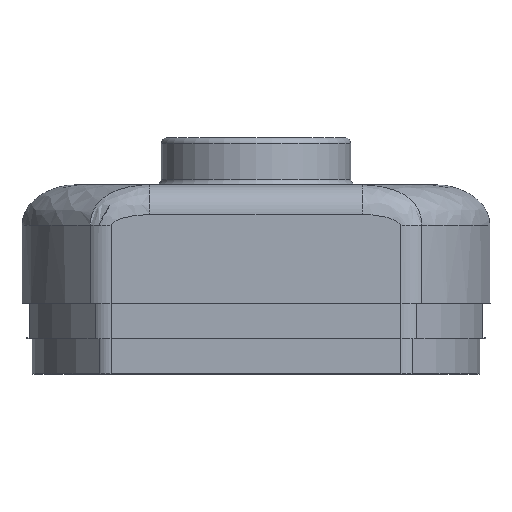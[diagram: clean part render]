
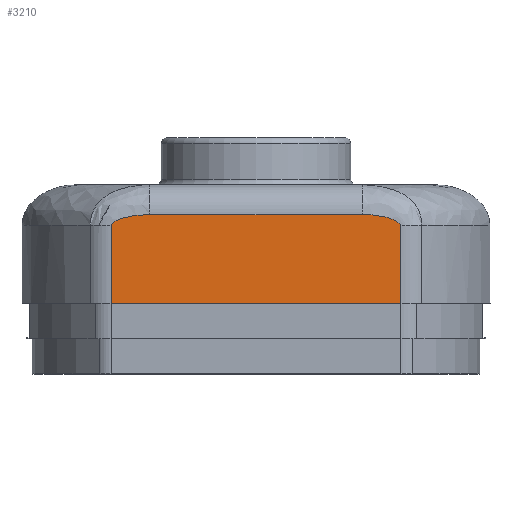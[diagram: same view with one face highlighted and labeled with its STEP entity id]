
A CAD part, front view. The second image highlights one B-rep face of the part: STEP entity #3210.
In plain terms, the highlighted planar face has unit normal (0, -1, 0).
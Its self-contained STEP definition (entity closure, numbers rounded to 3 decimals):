
#27 = CARTESIAN_POINT ( 'NONE',  ( -5.076, -7.5, 3.728 ) ) ;
#64 = CARTESIAN_POINT ( 'NONE',  ( -5.905, -7.5, 3.488 ) ) ;
#193 = EDGE_CURVE ( 'NONE', #5535, #3811, #1762, .T. ) ;
#358 = CARTESIAN_POINT ( 'NONE',  ( -6.124, -7.5, 0. ) ) ;
#485 = ORIENTED_EDGE ( 'NONE', *, *, #3796, .T. ) ;
#542 = CARTESIAN_POINT ( 'NONE',  ( -5.501, -7.5, 3.64 ) ) ;
#915 = CARTESIAN_POINT ( 'NONE',  ( 6.124, -7.5, 3.3 ) ) ;
#938 = CARTESIAN_POINT ( 'NONE',  ( 0., -7.5, 0. ) ) ;
#940 = VERTEX_POINT ( 'NONE', #5391 ) ;
#1186 = VECTOR ( 'NONE', #5555, 1000. ) ;
#1303 = CARTESIAN_POINT ( 'NONE',  ( 6.101, -7.5, 3.34 ) ) ;
#1330 = CARTESIAN_POINT ( 'NONE',  ( 6.117, -7.5, 3.317 ) ) ;
#1360 = CARTESIAN_POINT ( 'NONE',  ( 6.107, -7.5, 3.333 ) ) ;
#1426 = AXIS2_PLACEMENT_3D ( 'NONE', #3691, #4672, #1749 ) ;
#1511 = CARTESIAN_POINT ( 'NONE',  ( -6.028, -7.5, 3.409 ) ) ;
#1739 = VERTEX_POINT ( 'NONE', #358 ) ;
#1749 = DIRECTION ( 'NONE',  ( 0., 0., 1. ) ) ;
#1762 = B_SPLINE_CURVE_WITH_KNOTS ( 'NONE', 3,
 ( #2997, #5978, #27, #542, #2513, #4361, #64, #3974, #1511, #5328, #3934, #5423, #3900, #4938, #2411, #3870 ),
 .UNSPECIFIED., .F., .F.,
 ( 4, 2, 2, 2, 2, 2, 2, 4 ),
 ( 0., 0.001, 0.001, 0.002, 0.002, 0.002, 0.002, 0.002 ),
 .UNSPECIFIED. ) ;
#1787 = CARTESIAN_POINT ( 'NONE',  ( 5.076, -7.5, 3.728 ) ) ;
#2303 = CARTESIAN_POINT ( 'NONE',  ( 6.124, -7.5, 3.309 ) ) ;
#2304 = B_SPLINE_CURVE_WITH_KNOTS ( 'NONE', 3,
 ( #4735, #2303, #1330, #1360, #1303, #6217, #2366, #5801, #3821, #2728, #3338, #5742, #4347, #1787, #3858, #3273 ),
 .UNSPECIFIED., .F., .F.,
 ( 4, 2, 2, 2, 2, 2, 2, 4 ),
 ( 0.003, 0.003, 0.003, 0.003, 0.004, 0.004, 0.004, 0.005 ),
 .UNSPECIFIED. ) ;
#2366 = CARTESIAN_POINT ( 'NONE',  ( 6.07, -7.5, 3.373 ) ) ;
#2390 = CARTESIAN_POINT ( 'NONE',  ( -1.742, -7.5, 3.75 ) ) ;
#2411 = CARTESIAN_POINT ( 'NONE',  ( -6.124, -7.5, 3.309 ) ) ;
#2513 = CARTESIAN_POINT ( 'NONE',  ( -5.641, -7.5, 3.601 ) ) ;
#2728 = CARTESIAN_POINT ( 'NONE',  ( 5.905, -7.5, 3.488 ) ) ;
#2816 = FACE_OUTER_BOUND ( 'NONE', #3140, .T. ) ;
#2852 = DIRECTION ( 'NONE',  ( 0., 0., 1. ) ) ;
#2997 = CARTESIAN_POINT ( 'NONE',  ( -4.497, -7.5, 3.75 ) ) ;
#3076 = ORIENTED_EDGE ( 'NONE', *, *, #6089, .T. ) ;
#3133 = CARTESIAN_POINT ( 'NONE',  ( -6.124, -7.5, 5. ) ) ;
#3140 = EDGE_LOOP ( 'NONE', ( #5749, #485, #4681, #4882, #3076, #5872 ) ) ;
#3210 = ADVANCED_FACE ( 'NONE', ( #2816 ), #5181, .F. ) ;
#3273 = CARTESIAN_POINT ( 'NONE',  ( 4.497, -7.5, 3.75 ) ) ;
#3275 = EDGE_CURVE ( 'NONE', #5373, #5535, #4921, .T. ) ;
#3332 = CARTESIAN_POINT ( 'NONE',  ( 6.124, -7.5, 5. ) ) ;
#3338 = CARTESIAN_POINT ( 'NONE',  ( 5.84, -7.5, 3.519 ) ) ;
#3366 = LINE ( 'NONE', #938, #6239 ) ;
#3431 = DIRECTION ( 'NONE',  ( 1., 0., 0. ) ) ;
#3553 = LINE ( 'NONE', #3133, #1186 ) ;
#3691 = CARTESIAN_POINT ( 'NONE',  ( 0., -7.5, 5. ) ) ;
#3727 = CARTESIAN_POINT ( 'NONE',  ( 4.497, -7.5, 3.75 ) ) ;
#3796 = EDGE_CURVE ( 'NONE', #5005, #5373, #2304, .T. ) ;
#3808 = VECTOR ( 'NONE', #3914, 1000. ) ;
#3811 = VERTEX_POINT ( 'NONE', #4710 ) ;
#3821 = CARTESIAN_POINT ( 'NONE',  ( 5.998, -7.5, 3.43 ) ) ;
#3858 = CARTESIAN_POINT ( 'NONE',  ( 4.787, -7.5, 3.75 ) ) ;
#3870 = CARTESIAN_POINT ( 'NONE',  ( -6.124, -7.5, 3.3 ) ) ;
#3900 = CARTESIAN_POINT ( 'NONE',  ( -6.107, -7.5, 3.333 ) ) ;
#3914 = DIRECTION ( 'NONE',  ( -1., 0., 0. ) ) ;
#3934 = CARTESIAN_POINT ( 'NONE',  ( -6.083, -7.5, 3.361 ) ) ;
#3974 = CARTESIAN_POINT ( 'NONE',  ( -5.998, -7.5, 3.431 ) ) ;
#4341 = LINE ( 'NONE', #3332, #5639 ) ;
#4347 = CARTESIAN_POINT ( 'NONE',  ( 5.501, -7.5, 3.64 ) ) ;
#4361 = CARTESIAN_POINT ( 'NONE',  ( -5.84, -7.5, 3.519 ) ) ;
#4672 = DIRECTION ( 'NONE',  ( 0., 1., 0. ) ) ;
#4681 = ORIENTED_EDGE ( 'NONE', *, *, #3275, .T. ) ;
#4710 = CARTESIAN_POINT ( 'NONE',  ( -6.124, -7.5, 3.3 ) ) ;
#4735 = CARTESIAN_POINT ( 'NONE',  ( 6.124, -7.5, 3.3 ) ) ;
#4882 = ORIENTED_EDGE ( 'NONE', *, *, #193, .T. ) ;
#4921 = LINE ( 'NONE', #2390, #3808 ) ;
#4922 = CARTESIAN_POINT ( 'NONE',  ( -4.497, -7.5, 3.75 ) ) ;
#4938 = CARTESIAN_POINT ( 'NONE',  ( -6.117, -7.5, 3.317 ) ) ;
#5005 = VERTEX_POINT ( 'NONE', #915 ) ;
#5181 = PLANE ( 'NONE',  #1426 ) ;
#5328 = CARTESIAN_POINT ( 'NONE',  ( -6.07, -7.5, 3.373 ) ) ;
#5373 = VERTEX_POINT ( 'NONE', #3727 ) ;
#5391 = CARTESIAN_POINT ( 'NONE',  ( 6.124, -7.5, 0. ) ) ;
#5421 = EDGE_CURVE ( 'NONE', #940, #5005, #4341, .T. ) ;
#5423 = CARTESIAN_POINT ( 'NONE',  ( -6.101, -7.5, 3.34 ) ) ;
#5535 = VERTEX_POINT ( 'NONE', #4922 ) ;
#5555 = DIRECTION ( 'NONE',  ( 0., 0., -1. ) ) ;
#5586 = EDGE_CURVE ( 'NONE', #1739, #940, #3366, .T. ) ;
#5639 = VECTOR ( 'NONE', #2852, 1000. ) ;
#5742 = CARTESIAN_POINT ( 'NONE',  ( 5.641, -7.5, 3.601 ) ) ;
#5749 = ORIENTED_EDGE ( 'NONE', *, *, #5421, .T. ) ;
#5801 = CARTESIAN_POINT ( 'NONE',  ( 6.028, -7.5, 3.409 ) ) ;
#5872 = ORIENTED_EDGE ( 'NONE', *, *, #5586, .T. ) ;
#5978 = CARTESIAN_POINT ( 'NONE',  ( -4.787, -7.5, 3.75 ) ) ;
#6089 = EDGE_CURVE ( 'NONE', #3811, #1739, #3553, .T. ) ;
#6217 = CARTESIAN_POINT ( 'NONE',  ( 6.083, -7.5, 3.361 ) ) ;
#6239 = VECTOR ( 'NONE', #3431, 1000. ) ;
